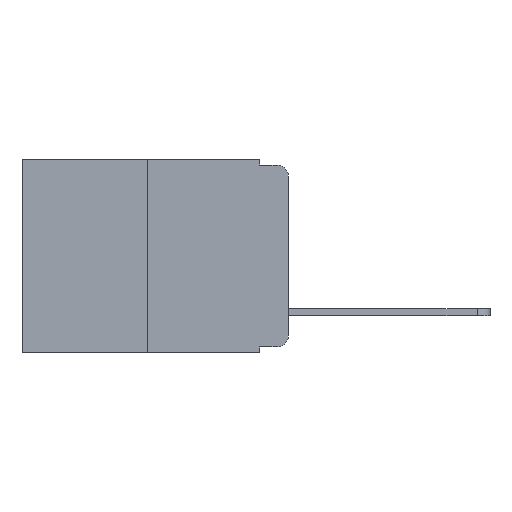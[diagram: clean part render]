
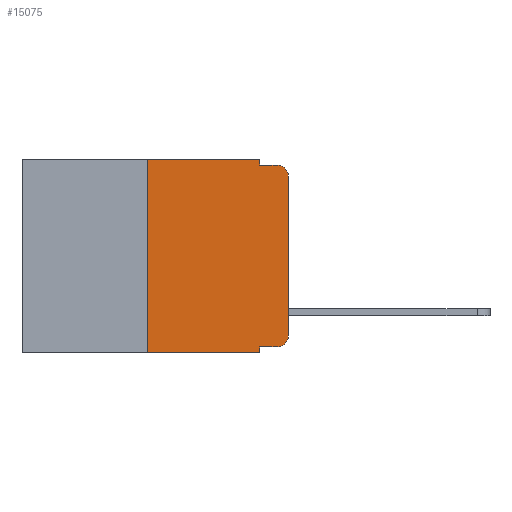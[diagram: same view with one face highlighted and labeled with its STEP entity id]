
A CAD part, left-side view. The second image highlights one B-rep face of the part: STEP entity #15075.
In plain terms, the highlighted planar face has unit normal (-1, 0, 0).
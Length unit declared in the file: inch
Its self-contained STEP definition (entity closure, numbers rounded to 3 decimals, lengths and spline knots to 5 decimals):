
#43 = CARTESIAN_POINT ( 'NONE',  ( 0., 0.473, 0. ) ) ;
#132 = CIRCLE ( 'NONE', #431, 0.02 ) ;
#136 = DIRECTION ( 'NONE',  ( 0., -1., 0. ) ) ;
#150 = CARTESIAN_POINT ( 'NONE',  ( 0., 0., -0.03 ) ) ;
#431 = AXIS2_PLACEMENT_3D ( 'NONE', #15503, #11181, #1465 ) ;
#688 = VERTEX_POINT ( 'NONE', #13690 ) ;
#852 = EDGE_CURVE ( 'NONE', #4972, #9617, #6465, .T. ) ;
#1083 = CARTESIAN_POINT ( 'NONE',  ( 0., 0.051, -0.01 ) ) ;
#1465 = DIRECTION ( 'NONE',  ( 0., 0., -1. ) ) ;
#1509 = DIRECTION ( 'NONE',  ( 0., 0., -1. ) ) ;
#1557 = CARTESIAN_POINT ( 'NONE',  ( 0., 0.051, 0. ) ) ;
#1820 = EDGE_CURVE ( 'NONE', #11187, #4972, #16140, .T. ) ;
#1874 = VERTEX_POINT ( 'NONE', #10557 ) ;
#2590 = DIRECTION ( 'NONE',  ( 0., 0., 1. ) ) ;
#2875 = VECTOR ( 'NONE', #4345, 39.37008 ) ;
#3099 = DIRECTION ( 'NONE',  ( -1., 0., 0. ) ) ;
#3504 = VERTEX_POINT ( 'NONE', #5918 ) ;
#3660 = EDGE_CURVE ( 'NONE', #11187, #10047, #4961, .T. ) ;
#4345 = DIRECTION ( 'NONE',  ( 0., -1., 0. ) ) ;
#4484 = VECTOR ( 'NONE', #14831, 39.37008 ) ;
#4610 = EDGE_CURVE ( 'NONE', #1874, #3504, #15742, .T. ) ;
#4961 = LINE ( 'NONE', #12101, #4484 ) ;
#4972 = VERTEX_POINT ( 'NONE', #6201 ) ;
#5546 = EDGE_CURVE ( 'NONE', #688, #16097, #12686, .T. ) ;
#5918 = CARTESIAN_POINT ( 'NONE',  ( 0., 0.25, 0. ) ) ;
#6198 = ORIENTED_EDGE ( 'NONE', *, *, #7402, .F. ) ;
#6201 = CARTESIAN_POINT ( 'NONE',  ( 0., 0.02, -0.333 ) ) ;
#6465 = CIRCLE ( 'NONE', #16197, 0.02 ) ;
#6526 = ORIENTED_EDGE ( 'NONE', *, *, #9241, .T. ) ;
#6647 = ORIENTED_EDGE ( 'NONE', *, *, #8313, .T. ) ;
#6695 = LINE ( 'NONE', #17267, #10324 ) ;
#6714 = ORIENTED_EDGE ( 'NONE', *, *, #5546, .F. ) ;
#6842 = ORIENTED_EDGE ( 'NONE', *, *, #14208, .T. ) ;
#6870 = CARTESIAN_POINT ( 'NONE',  ( 0., 0.051, -0.333 ) ) ;
#6971 = ORIENTED_EDGE ( 'NONE', *, *, #4610, .F. ) ;
#7053 = ORIENTED_EDGE ( 'NONE', *, *, #16119, .F. ) ;
#7100 = CARTESIAN_POINT ( 'NONE',  ( 0., 0.051, -0.01 ) ) ;
#7215 = ORIENTED_EDGE ( 'NONE', *, *, #3660, .F. ) ;
#7402 = EDGE_CURVE ( 'NONE', #16097, #14826, #7427, .T. ) ;
#7427 = LINE ( 'NONE', #7100, #2875 ) ;
#7430 = ORIENTED_EDGE ( 'NONE', *, *, #852, .T. ) ;
#7499 = ORIENTED_EDGE ( 'NONE', *, *, #1820, .T. ) ;
#8024 = EDGE_LOOP ( 'NONE', ( #6526, #6647, #6198, #6714, #7053, #6971, #6842, #7215, #7499, #7430 ) ) ;
#8313 = EDGE_CURVE ( 'NONE', #15705, #14826, #132, .T. ) ;
#9122 = VECTOR ( 'NONE', #13624, 39.37008 ) ;
#9241 = EDGE_CURVE ( 'NONE', #9617, #15705, #6695, .T. ) ;
#9617 = VERTEX_POINT ( 'NONE', #11505 ) ;
#9778 = DIRECTION ( 'NONE',  ( 1., 0., 0. ) ) ;
#9952 = LINE ( 'NONE', #12327, #9122 ) ;
#10047 = VERTEX_POINT ( 'NONE', #15152 ) ;
#10307 = VECTOR ( 'NONE', #10809, 39.37008 ) ;
#10324 = VECTOR ( 'NONE', #2590, 39.37008 ) ;
#10557 = CARTESIAN_POINT ( 'NONE',  ( 0., 0.25, -0.343 ) ) ;
#10809 = DIRECTION ( 'NONE',  ( 0., -1., 0. ) ) ;
#11021 = CARTESIAN_POINT ( 'NONE',  ( 0., 0.02, -0.313 ) ) ;
#11181 = DIRECTION ( 'NONE',  ( -1., 0., 0. ) ) ;
#11187 = VERTEX_POINT ( 'NONE', #6870 ) ;
#11505 = CARTESIAN_POINT ( 'NONE',  ( 0., 0., -0.313 ) ) ;
#12101 = CARTESIAN_POINT ( 'NONE',  ( 0., 0.051, 0. ) ) ;
#12112 = CARTESIAN_POINT ( 'NONE',  ( 0., 0.473, 0. ) ) ;
#12290 = VECTOR ( 'NONE', #15438, 39.37008 ) ;
#12327 = CARTESIAN_POINT ( 'NONE',  ( 0., 0.473, -0.343 ) ) ;
#12374 = PLANE ( 'NONE',  #16217 ) ;
#12381 = FACE_OUTER_BOUND ( 'NONE', #8024, .T. ) ;
#12686 = LINE ( 'NONE', #1557, #16520 ) ;
#13270 = DIRECTION ( 'NONE',  ( 0., 0., -1. ) ) ;
#13624 = DIRECTION ( 'NONE',  ( 0., -1., 0. ) ) ;
#13690 = CARTESIAN_POINT ( 'NONE',  ( 0., 0.051, 0. ) ) ;
#14208 = EDGE_CURVE ( 'NONE', #1874, #10047, #9952, .T. ) ;
#14826 = VERTEX_POINT ( 'NONE', #16939 ) ;
#14831 = DIRECTION ( 'NONE',  ( 0., 0., -1. ) ) ;
#15075 = ADVANCED_FACE ( 'NONE', ( #12381 ), #12374, .F. ) ;
#15152 = CARTESIAN_POINT ( 'NONE',  ( 0., 0.051, -0.343 ) ) ;
#15438 = DIRECTION ( 'NONE',  ( 0., 0., 1. ) ) ;
#15503 = CARTESIAN_POINT ( 'NONE',  ( 0., 0.02, -0.03 ) ) ;
#15621 = CARTESIAN_POINT ( 'NONE',  ( 0., 0.25, 0. ) ) ;
#15705 = VERTEX_POINT ( 'NONE', #150 ) ;
#15742 = LINE ( 'NONE', #15621, #12290 ) ;
#15744 = VECTOR ( 'NONE', #136, 39.37008 ) ;
#16097 = VERTEX_POINT ( 'NONE', #1083 ) ;
#16119 = EDGE_CURVE ( 'NONE', #3504, #688, #17167, .T. ) ;
#16140 = LINE ( 'NONE', #16615, #15744 ) ;
#16197 = AXIS2_PLACEMENT_3D ( 'NONE', #11021, #3099, #13270 ) ;
#16217 = AXIS2_PLACEMENT_3D ( 'NONE', #43, #9778, #1509 ) ;
#16520 = VECTOR ( 'NONE', #16544, 39.37008 ) ;
#16544 = DIRECTION ( 'NONE',  ( 0., 0., -1. ) ) ;
#16615 = CARTESIAN_POINT ( 'NONE',  ( 0., 0.051, -0.333 ) ) ;
#16939 = CARTESIAN_POINT ( 'NONE',  ( 0., 0.02, -0.01 ) ) ;
#17167 = LINE ( 'NONE', #12112, #10307 ) ;
#17267 = CARTESIAN_POINT ( 'NONE',  ( 0., 0., 0. ) ) ;
